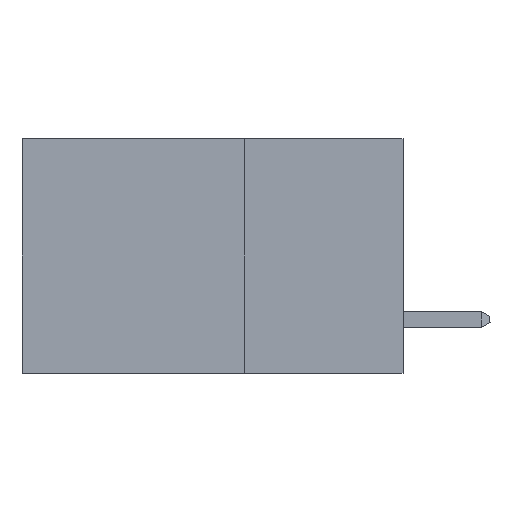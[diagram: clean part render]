
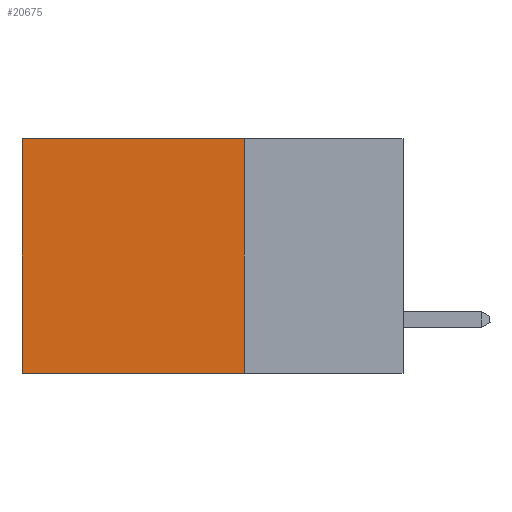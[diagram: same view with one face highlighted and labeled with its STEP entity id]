
A CAD part, left-side view. The second image highlights one B-rep face of the part: STEP entity #20675.
In plain terms, the highlighted planar face has unit normal (-1, 0, 0).
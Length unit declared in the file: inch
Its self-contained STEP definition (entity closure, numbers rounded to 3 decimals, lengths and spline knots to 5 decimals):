
#69 = EDGE_CURVE ( 'NONE', #16669, #21577, #13568, .T. ) ;
#2324 = VECTOR ( 'NONE', #17142, 39.37008 ) ;
#2687 = EDGE_CURVE ( 'NONE', #40224, #21577, #5165, .T. ) ;
#2689 = CARTESIAN_POINT ( 'NONE',  ( 0.2875, 0.25, 0. ) ) ;
#5165 = LINE ( 'NONE', #29661, #32134 ) ;
#6406 = ORIENTED_EDGE ( 'NONE', *, *, #2687, .F. ) ;
#7969 = FACE_OUTER_BOUND ( 'NONE', #11754, .T. ) ;
#8713 = DIRECTION ( 'NONE',  ( 1., 0., 0. ) ) ;
#9181 = VECTOR ( 'NONE', #33288, 39.37008 ) ;
#11754 = EDGE_LOOP ( 'NONE', ( #36904, #6406, #44094, #22682 ) ) ;
#13568 = LINE ( 'NONE', #22543, #34547 ) ;
#14060 = LINE ( 'NONE', #37036, #9181 ) ;
#16669 = VERTEX_POINT ( 'NONE', #44185 ) ;
#17012 = CARTESIAN_POINT ( 'NONE',  ( 0.2875, 0.6, -0.37 ) ) ;
#17142 = DIRECTION ( 'NONE',  ( 0., 0., -1. ) ) ;
#19350 = AXIS2_PLACEMENT_3D ( 'NONE', #2689, #8713, #20010 ) ;
#20010 = DIRECTION ( 'NONE',  ( 0., 0., -1. ) ) ;
#20675 = ADVANCED_FACE ( 'NONE', ( #7969 ), #43937, .F. ) ;
#21577 = VERTEX_POINT ( 'NONE', #17012 ) ;
#21779 = CARTESIAN_POINT ( 'NONE',  ( 0.2875, 0.25, 0. ) ) ;
#22543 = CARTESIAN_POINT ( 'NONE',  ( 0.2875, 0.6, 0. ) ) ;
#22682 = ORIENTED_EDGE ( 'NONE', *, *, #42463, .T. ) ;
#26030 = VERTEX_POINT ( 'NONE', #21779 ) ;
#29661 = CARTESIAN_POINT ( 'NONE',  ( 0.2875, 0.25, -0.37 ) ) ;
#29915 = DIRECTION ( 'NONE',  ( 0., 0., -1. ) ) ;
#30293 = CARTESIAN_POINT ( 'NONE',  ( 0.2875, 0.25, -0.37 ) ) ;
#32134 = VECTOR ( 'NONE', #33184, 39.37008 ) ;
#33114 = LINE ( 'NONE', #34487, #2324 ) ;
#33184 = DIRECTION ( 'NONE',  ( 0., 1., 0. ) ) ;
#33288 = DIRECTION ( 'NONE',  ( 0., 1., 0. ) ) ;
#34487 = CARTESIAN_POINT ( 'NONE',  ( 0.2875, 0.25, 0. ) ) ;
#34547 = VECTOR ( 'NONE', #29915, 39.37008 ) ;
#36904 = ORIENTED_EDGE ( 'NONE', *, *, #69, .T. ) ;
#37036 = CARTESIAN_POINT ( 'NONE',  ( 0.2875, 0.25, 0. ) ) ;
#38387 = EDGE_CURVE ( 'NONE', #26030, #40224, #33114, .T. ) ;
#40224 = VERTEX_POINT ( 'NONE', #30293 ) ;
#42463 = EDGE_CURVE ( 'NONE', #26030, #16669, #14060, .T. ) ;
#43937 = PLANE ( 'NONE',  #19350 ) ;
#44094 = ORIENTED_EDGE ( 'NONE', *, *, #38387, .F. ) ;
#44185 = CARTESIAN_POINT ( 'NONE',  ( 0.2875, 0.6, 0. ) ) ;
